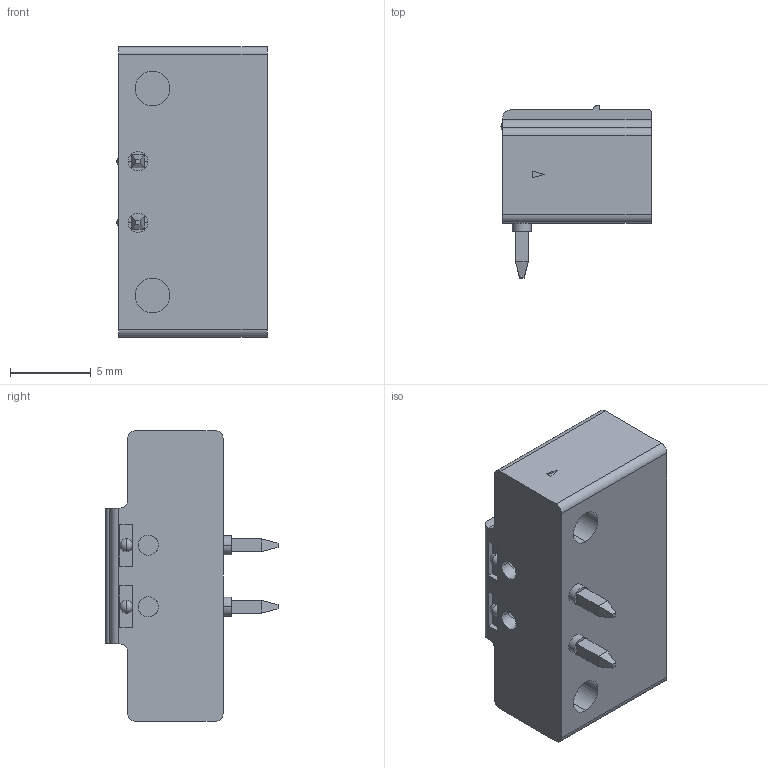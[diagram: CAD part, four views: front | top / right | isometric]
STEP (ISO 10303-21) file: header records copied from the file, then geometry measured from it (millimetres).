
FILE_DESCRIPTION(('SolidDesigner STEP Export'),'2;1');
FILE_NAME('mc_1.5-2-gf-3.81.stp','2008-05-05T10:46:18',(''),(''),'OneSpace Designer STEP processor for AP214 (Solid Model)','OneSpace Designer 14.50 18-Oct-2006 (C) CoCreate Software GmbH','');
FILE_SCHEMA(('AUTOMOTIVE_DESIGN { 1 0 10303 214 1 1 1 1 }'));
Length unit declared in the file: millimetre
Products named in the file (1): mc_1.5-2-gf-3.81
Bounding box: 9.3 x 10.65 x 18.01 mm (x, y, z)
Volume: 764.1 mm3; surface area: 1202 mm2
Topology: 1 solids, 1 shells, 226 faces, 557 edges, 354 vertices
Faces by surface type: plane 150, cylinder 68, sphere 4, cone 4
Entity records: 9344 total; most frequent: CARTESIAN_POINT 2393, ORIENTED_EDGE 1106, DIRECTION 987, EDGE_CURVE 553, VECTOR 379, LINE 379, VERTEX_POINT 354, AXIS2_PLACEMENT_3D 304
